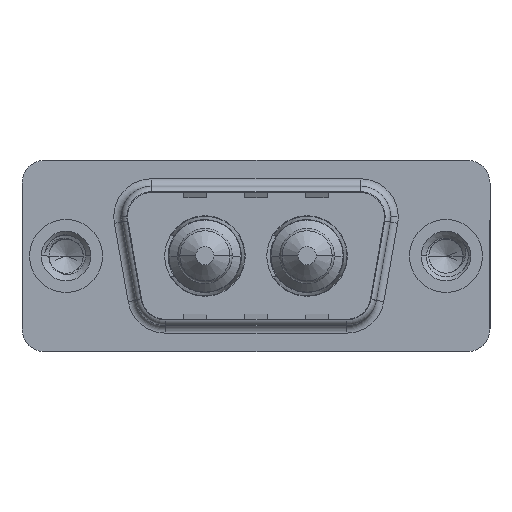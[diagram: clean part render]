
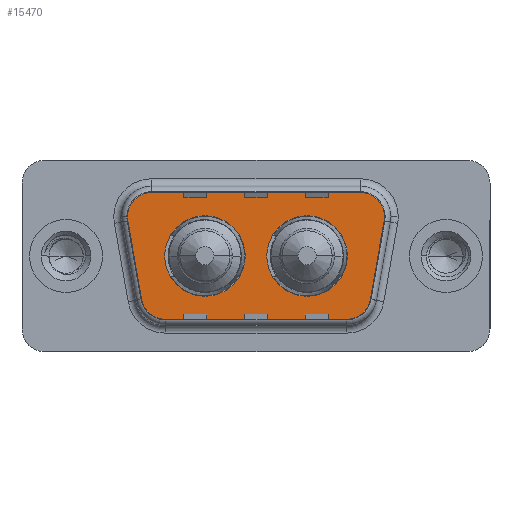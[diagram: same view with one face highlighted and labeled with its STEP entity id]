
A CAD part, top view. The second image highlights one B-rep face of the part: STEP entity #15470.
In plain terms, the highlighted planar face has unit normal (0, 0, 1).
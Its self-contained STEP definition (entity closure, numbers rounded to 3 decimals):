
#160 = CARTESIAN_POINT ( 'NONE',  ( 19.564, 2.9, 0. ) ) ;
#212 = DIRECTION ( 'NONE',  ( 0., 0., 1. ) ) ;
#734 = EDGE_CURVE ( 'NONE', #3437, #8158, #12245, .T. ) ;
#768 = CARTESIAN_POINT ( 'NONE',  ( 18.541, -4.9, 0. ) ) ;
#810 = DIRECTION ( 'NONE',  ( 1., 0., 0. ) ) ;
#834 = AXIS2_PLACEMENT_3D ( 'NONE', #12117, #4452, #13394 ) ;
#906 = FACE_BOUND ( 'NONE', #14693, .T. ) ;
#918 = CIRCLE ( 'NONE', #2395, 2.65 ) ;
#948 = EDGE_CURVE ( 'NONE', #7140, #12024, #7762, .T. ) ;
#1149 = CARTESIAN_POINT ( 'NONE',  ( 11.79, 0., 0. ) ) ;
#1179 = CIRCLE ( 'NONE', #3388, 2. ) ;
#1269 = VERTEX_POINT ( 'NONE', #10266 ) ;
#1278 = EDGE_CURVE ( 'NONE', #13323, #3887, #1179, .T. ) ;
#1403 = ORIENTED_EDGE ( 'NONE', *, *, #948, .T. ) ;
#1480 = DIRECTION ( 'NONE',  ( -1., 0., 0. ) ) ;
#1632 = ORIENTED_EDGE ( 'NONE', *, *, #6373, .F. ) ;
#1747 = DIRECTION ( 'NONE',  ( 0., 0., 1. ) ) ;
#2198 = AXIS2_PLACEMENT_3D ( 'NONE', #11968, #11338, #3022 ) ;
#2286 = DIRECTION ( 'NONE',  ( 0., 0., 1. ) ) ;
#2395 = AXIS2_PLACEMENT_3D ( 'NONE', #7010, #15980, #8309 ) ;
#2952 = CARTESIAN_POINT ( 'NONE',  ( 20.511, -3.247, 0. ) ) ;
#3022 = DIRECTION ( 'NONE',  ( 1., 0., 0. ) ) ;
#3085 = CARTESIAN_POINT ( 'NONE',  ( 4.489, -3.247, 0. ) ) ;
#3196 = CIRCLE ( 'NONE', #15942, 2. ) ;
#3352 = CIRCLE ( 'NONE', #2198, 2.65 ) ;
#3388 = AXIS2_PLACEMENT_3D ( 'NONE', #8568, #16204, #16033 ) ;
#3437 = VERTEX_POINT ( 'NONE', #5148 ) ;
#3887 = VERTEX_POINT ( 'NONE', #8782 ) ;
#4066 = CARTESIAN_POINT ( 'NONE',  ( 6.459, -2.9, 0. ) ) ;
#4204 = VERTEX_POINT ( 'NONE', #2952 ) ;
#4287 = FACE_BOUND ( 'NONE', #15571, .T. ) ;
#4452 = DIRECTION ( 'NONE',  ( 0., 0., 1. ) ) ;
#4746 = ORIENTED_EDGE ( 'NONE', *, *, #5698, .T. ) ;
#5148 = CARTESIAN_POINT ( 'NONE',  ( 18.51, 0., 0. ) ) ;
#5223 = VERTEX_POINT ( 'NONE', #11527 ) ;
#5335 = DIRECTION ( 'NONE',  ( -1., 0., 0. ) ) ;
#5480 = CIRCLE ( 'NONE', #9540, 2. ) ;
#5698 = EDGE_CURVE ( 'NONE', #4204, #13323, #9519, .T. ) ;
#5702 = AXIS2_PLACEMENT_3D ( 'NONE', #12378, #1747, #7170 ) ;
#5939 = ORIENTED_EDGE ( 'NONE', *, *, #14659, .F. ) ;
#6025 = CARTESIAN_POINT ( 'NONE',  ( 3.466, 2.553, 0. ) ) ;
#6289 = VERTEX_POINT ( 'NONE', #1149 ) ;
#6373 = EDGE_CURVE ( 'NONE', #8158, #3437, #3352, .T. ) ;
#6504 = VECTOR ( 'NONE', #12492, 1000. ) ;
#6915 = LINE ( 'NONE', #6025, #9945 ) ;
#7010 = CARTESIAN_POINT ( 'NONE',  ( 9.14, 0., 0. ) ) ;
#7112 = CIRCLE ( 'NONE', #8605, 2. ) ;
#7140 = VERTEX_POINT ( 'NONE', #7925 ) ;
#7170 = DIRECTION ( 'NONE',  ( 1., 0., 0. ) ) ;
#7362 = VERTEX_POINT ( 'NONE', #12403 ) ;
#7591 = CARTESIAN_POINT ( 'NONE',  ( 3.466, 2.553, 0. ) ) ;
#7762 = LINE ( 'NONE', #13408, #14168 ) ;
#7893 = CARTESIAN_POINT ( 'NONE',  ( 9.14, 0., 0. ) ) ;
#7925 = CARTESIAN_POINT ( 'NONE',  ( 6.459, -4.9, 0. ) ) ;
#8158 = VERTEX_POINT ( 'NONE', #16263 ) ;
#8173 = ORIENTED_EDGE ( 'NONE', *, *, #734, .F. ) ;
#8309 = DIRECTION ( 'NONE',  ( 1., 0., 0. ) ) ;
#8366 = ORIENTED_EDGE ( 'NONE', *, *, #10145, .T. ) ;
#8470 = DIRECTION ( 'NONE',  ( 0., 0., 1. ) ) ;
#8568 = CARTESIAN_POINT ( 'NONE',  ( 19.564, 2.9, 0. ) ) ;
#8598 = PLANE ( 'NONE',  #16216 ) ;
#8605 = AXIS2_PLACEMENT_3D ( 'NONE', #160, #9108, #1480 ) ;
#8652 = CARTESIAN_POINT ( 'NONE',  ( 18.541, -2.9, 0. ) ) ;
#8702 = EDGE_LOOP ( 'NONE', ( #8366, #4746, #11545, #14358, #13212, #15110, #15819, #11265, #1403 ) ) ;
#8782 = CARTESIAN_POINT ( 'NONE',  ( 21.564, 2.9, 0. ) ) ;
#9108 = DIRECTION ( 'NONE',  ( 0., 0., 1. ) ) ;
#9161 = DIRECTION ( 'NONE',  ( 1., 0., 0. ) ) ;
#9519 = LINE ( 'NONE', #15078, #6504 ) ;
#9540 = AXIS2_PLACEMENT_3D ( 'NONE', #4066, #13007, #5335 ) ;
#9945 = VECTOR ( 'NONE', #11174, 1000. ) ;
#10145 = EDGE_CURVE ( 'NONE', #12024, #4204, #15220, .T. ) ;
#10266 = CARTESIAN_POINT ( 'NONE',  ( 6.49, 0., 0. ) ) ;
#10285 = AXIS2_PLACEMENT_3D ( 'NONE', #7893, #212, #9161 ) ;
#10304 = EDGE_CURVE ( 'NONE', #5223, #7362, #16605, .T. ) ;
#10322 = CARTESIAN_POINT ( 'NONE',  ( 5.436, 4.9, 0. ) ) ;
#10616 = EDGE_CURVE ( 'NONE', #7362, #12272, #3196, .T. ) ;
#11174 = DIRECTION ( 'NONE',  ( 0.174, -0.985, 0. ) ) ;
#11203 = DIRECTION ( 'NONE',  ( 1., 0., 0. ) ) ;
#11265 = ORIENTED_EDGE ( 'NONE', *, *, #13802, .T. ) ;
#11338 = DIRECTION ( 'NONE',  ( 0., 0., 1. ) ) ;
#11527 = CARTESIAN_POINT ( 'NONE',  ( 19.564, 4.9, 0. ) ) ;
#11545 = ORIENTED_EDGE ( 'NONE', *, *, #1278, .T. ) ;
#11968 = CARTESIAN_POINT ( 'NONE',  ( 15.86, 0., 0. ) ) ;
#12024 = VERTEX_POINT ( 'NONE', #768 ) ;
#12117 = CARTESIAN_POINT ( 'NONE',  ( 18.541, -2.9, 0. ) ) ;
#12245 = CIRCLE ( 'NONE', #5702, 2.65 ) ;
#12272 = VERTEX_POINT ( 'NONE', #7591 ) ;
#12378 = CARTESIAN_POINT ( 'NONE',  ( 15.86, 0., 0. ) ) ;
#12403 = CARTESIAN_POINT ( 'NONE',  ( 5.436, 4.9, 0. ) ) ;
#12492 = DIRECTION ( 'NONE',  ( 0.174, 0.985, 0. ) ) ;
#12670 = EDGE_CURVE ( 'NONE', #12272, #13230, #6915, .T. ) ;
#13007 = DIRECTION ( 'NONE',  ( 0., 0., 1. ) ) ;
#13212 = ORIENTED_EDGE ( 'NONE', *, *, #10304, .T. ) ;
#13230 = VERTEX_POINT ( 'NONE', #3085 ) ;
#13323 = VERTEX_POINT ( 'NONE', #15997 ) ;
#13394 = DIRECTION ( 'NONE',  ( 1., 0., 0. ) ) ;
#13408 = CARTESIAN_POINT ( 'NONE',  ( 6.459, -4.9, 0. ) ) ;
#13802 = EDGE_CURVE ( 'NONE', #13230, #7140, #5480, .T. ) ;
#13924 = EDGE_CURVE ( 'NONE', #6289, #1269, #918, .T. ) ;
#14108 = FACE_OUTER_BOUND ( 'NONE', #8702, .T. ) ;
#14168 = VECTOR ( 'NONE', #16137, 1000. ) ;
#14329 = CIRCLE ( 'NONE', #10285, 2.65 ) ;
#14358 = ORIENTED_EDGE ( 'NONE', *, *, #14616, .T. ) ;
#14616 = EDGE_CURVE ( 'NONE', #3887, #5223, #7112, .T. ) ;
#14659 = EDGE_CURVE ( 'NONE', #1269, #6289, #14329, .T. ) ;
#14693 = EDGE_LOOP ( 'NONE', ( #16031, #5939 ) ) ;
#15078 = CARTESIAN_POINT ( 'NONE',  ( 21.534, 2.553, 0. ) ) ;
#15110 = ORIENTED_EDGE ( 'NONE', *, *, #10616, .T. ) ;
#15220 = CIRCLE ( 'NONE', #834, 2. ) ;
#15470 = ADVANCED_FACE ( 'NONE', ( #4287, #906, #14108 ), #8598, .T. ) ;
#15491 = DIRECTION ( 'NONE',  ( -1., 0., 0. ) ) ;
#15571 = EDGE_LOOP ( 'NONE', ( #8173, #1632 ) ) ;
#15819 = ORIENTED_EDGE ( 'NONE', *, *, #12670, .T. ) ;
#15942 = AXIS2_PLACEMENT_3D ( 'NONE', #16143, #8470, #810 ) ;
#15980 = DIRECTION ( 'NONE',  ( 0., 0., 1. ) ) ;
#15997 = CARTESIAN_POINT ( 'NONE',  ( 21.534, 2.553, 0. ) ) ;
#16031 = ORIENTED_EDGE ( 'NONE', *, *, #13924, .F. ) ;
#16033 = DIRECTION ( 'NONE',  ( -1., 0., 0. ) ) ;
#16137 = DIRECTION ( 'NONE',  ( 1., 0., 0. ) ) ;
#16143 = CARTESIAN_POINT ( 'NONE',  ( 5.436, 2.9, 0. ) ) ;
#16201 = VECTOR ( 'NONE', #15491, 1000. ) ;
#16204 = DIRECTION ( 'NONE',  ( 0., 0., 1. ) ) ;
#16216 = AXIS2_PLACEMENT_3D ( 'NONE', #8652, #2286, #11203 ) ;
#16263 = CARTESIAN_POINT ( 'NONE',  ( 13.21, 0., 0. ) ) ;
#16605 = LINE ( 'NONE', #10322, #16201 ) ;
